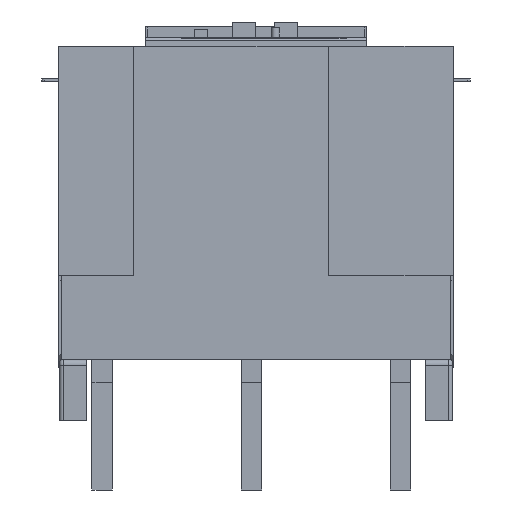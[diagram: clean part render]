
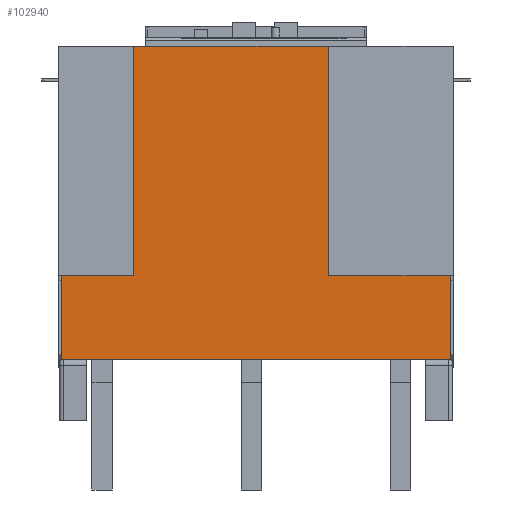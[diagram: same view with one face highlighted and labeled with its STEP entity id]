
A CAD part, front view. The second image highlights one B-rep face of the part: STEP entity #102940.
In plain terms, the highlighted planar face has unit normal (0, -1, 0).
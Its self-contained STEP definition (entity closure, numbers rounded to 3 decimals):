
#101390=CARTESIAN_POINT('',(1761.31,195.666,-345.));
#101400=VERTEX_POINT('',#101390);
#101430=CARTESIAN_POINT('',(1761.31,195.666,0.));
#101440=DIRECTION('',(0.,0.,-1.));
#101450=VECTOR('',#101440,1.);
#101460=LINE('',#101430,#101450);
#101470=CARTESIAN_POINT('',(1761.31,195.666,-9.));
#101480=VERTEX_POINT('',#101470);
#101490=EDGE_CURVE('',#101480,#101400,#101460,.T.);
#102180=CARTESIAN_POINT('',(1344.7,195.666,-9.));
#102190=VERTEX_POINT('',#102180);
#102220=CARTESIAN_POINT('',(1344.7,195.666,0.));
#102230=DIRECTION('',(0.,0.,1.));
#102240=VECTOR('',#102230,1.);
#102250=LINE('',#102220,#102240);
#102260=CARTESIAN_POINT('',(1344.7,195.666,-345.));
#102270=VERTEX_POINT('',#102260);
#102280=EDGE_CURVE('',#102270,#102190,#102250,.T.);
#102670=CARTESIAN_POINT('',(0.,195.666,-9.));
#102680=DIRECTION('',(1.,-0.,-0.));
#102690=VECTOR('',#102680,1.);
#102700=LINE('',#102670,#102690);
#102710=EDGE_CURVE('',#102190,#101480,#102700,.T.);
#102780=CARTESIAN_POINT('',(1658.51,195.666,-345.));
#102790=DIRECTION('',(0.,1.,0.));
#102800=DIRECTION('',(0.,0.,-1.));
#102810=AXIS2_PLACEMENT_3D('',#102780,#102790,#102800);
#102820=PLANE('',#102810);
#102830=ORIENTED_EDGE('',*,*,#101490,.F.);
#102840=CARTESIAN_POINT('',(0.,195.666,-345.));
#102850=DIRECTION('',(1.,-0.,-0.));
#102860=VECTOR('',#102850,1.);
#102870=LINE('',#102840,#102860);
#102880=EDGE_CURVE('',#102270,#101400,#102870,.T.);
#102890=ORIENTED_EDGE('',*,*,#102880,.T.);
#102900=ORIENTED_EDGE('',*,*,#102280,.F.);
#102910=ORIENTED_EDGE('',*,*,#102710,.F.);
#102920=EDGE_LOOP('',(#102910,#102900,#102890,#102830));
#102930=FACE_OUTER_BOUND('',#102920,.T.);
#102940=ADVANCED_FACE('',(#102930),#102820,.F.);
